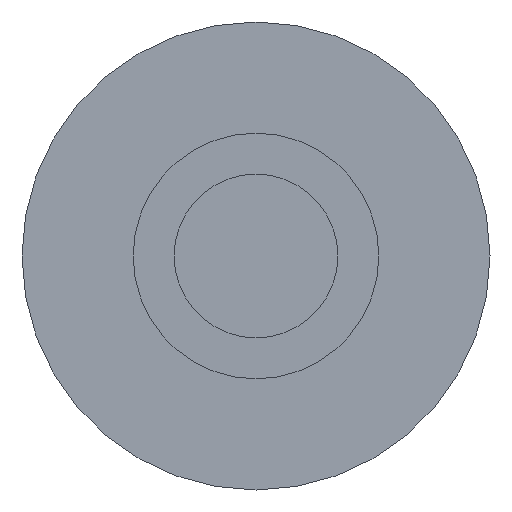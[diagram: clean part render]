
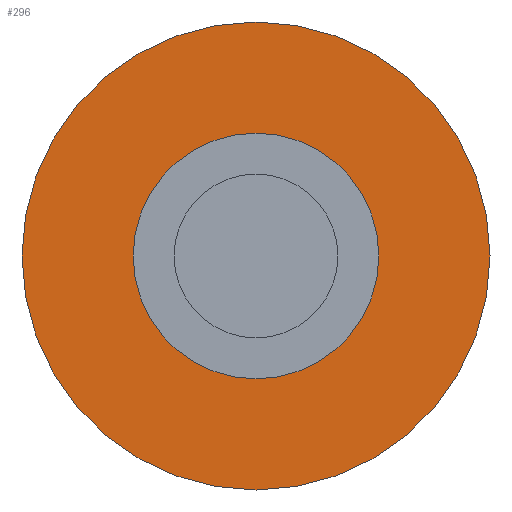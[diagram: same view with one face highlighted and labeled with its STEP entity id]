
A CAD part, front view. The second image highlights one B-rep face of the part: STEP entity #296.
In plain terms, the highlighted planar face has unit normal (0, -1, 0).
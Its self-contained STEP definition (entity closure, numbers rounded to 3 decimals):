
#10 = VERTEX_POINT ( 'NONE', #372 ) ;
#15 = DIRECTION ( 'NONE',  ( 0., 0., 1. ) ) ;
#19 = DIRECTION ( 'NONE',  ( 0., 1., 0. ) ) ;
#22 = ORIENTED_EDGE ( 'NONE', *, *, #160, .T. ) ;
#23 = DIRECTION ( 'NONE',  ( 0., 0., 1. ) ) ;
#40 = CARTESIAN_POINT ( 'NONE',  ( 0., 4.05, 1. ) ) ;
#42 = ORIENTED_EDGE ( 'NONE', *, *, #97, .F. ) ;
#53 = CIRCLE ( 'NONE', #350, 1. ) ;
#60 = FACE_OUTER_BOUND ( 'NONE', #67, .T. ) ;
#67 = EDGE_LOOP ( 'NONE', ( #211, #42 ) ) ;
#69 = DIRECTION ( 'NONE',  ( 0., 1., 0. ) ) ;
#97 = EDGE_CURVE ( 'NONE', #364, #10, #333, .T. ) ;
#100 = AXIS2_PLACEMENT_3D ( 'NONE', #245, #246, #274 ) ;
#108 = DIRECTION ( 'NONE',  ( 0., 1., 0. ) ) ;
#113 = CARTESIAN_POINT ( 'NONE',  ( 0., 4.05, 0. ) ) ;
#134 = CIRCLE ( 'NONE', #100, 2. ) ;
#160 = EDGE_CURVE ( 'NONE', #344, #313, #298, .T. ) ;
#192 = DIRECTION ( 'NONE',  ( 0., 0., 1. ) ) ;
#211 = ORIENTED_EDGE ( 'NONE', *, *, #299, .F. ) ;
#221 = CARTESIAN_POINT ( 'NONE',  ( 0., 4.05, 0. ) ) ;
#243 = CARTESIAN_POINT ( 'NONE',  ( 2., 4.05, 0. ) ) ;
#245 = CARTESIAN_POINT ( 'NONE',  ( 0., 4.05, 0. ) ) ;
#246 = DIRECTION ( 'NONE',  ( 0., 1., 0. ) ) ;
#251 = EDGE_CURVE ( 'NONE', #313, #344, #53, .T. ) ;
#272 = DIRECTION ( 'NONE',  ( 0., 0., 1. ) ) ;
#274 = DIRECTION ( 'NONE',  ( 0., 0., 1. ) ) ;
#275 = ORIENTED_EDGE ( 'NONE', *, *, #251, .T. ) ;
#285 = AXIS2_PLACEMENT_3D ( 'NONE', #221, #307, #15 ) ;
#296 = ADVANCED_FACE ( 'NONE', ( #60, #362 ), #332, .F. ) ;
#298 = CIRCLE ( 'NONE', #310, 1. ) ;
#299 = EDGE_CURVE ( 'NONE', #10, #364, #134, .T. ) ;
#307 = DIRECTION ( 'NONE',  ( 0., 1., 0. ) ) ;
#310 = AXIS2_PLACEMENT_3D ( 'NONE', #334, #108, #192 ) ;
#313 = VERTEX_POINT ( 'NONE', #40 ) ;
#315 = AXIS2_PLACEMENT_3D ( 'NONE', #243, #69, #272 ) ;
#332 = PLANE ( 'NONE',  #315 ) ;
#333 = CIRCLE ( 'NONE', #285, 2. ) ;
#334 = CARTESIAN_POINT ( 'NONE',  ( 0., 4.05, 0. ) ) ;
#344 = VERTEX_POINT ( 'NONE', #361 ) ;
#350 = AXIS2_PLACEMENT_3D ( 'NONE', #113, #19, #23 ) ;
#352 = EDGE_LOOP ( 'NONE', ( #275, #22 ) ) ;
#361 = CARTESIAN_POINT ( 'NONE',  ( 0., 4.05, -1. ) ) ;
#362 = FACE_BOUND ( 'NONE', #352, .T. ) ;
#364 = VERTEX_POINT ( 'NONE', #379 ) ;
#372 = CARTESIAN_POINT ( 'NONE',  ( 0., 4.05, 2. ) ) ;
#379 = CARTESIAN_POINT ( 'NONE',  ( 0., 4.05, -2. ) ) ;
